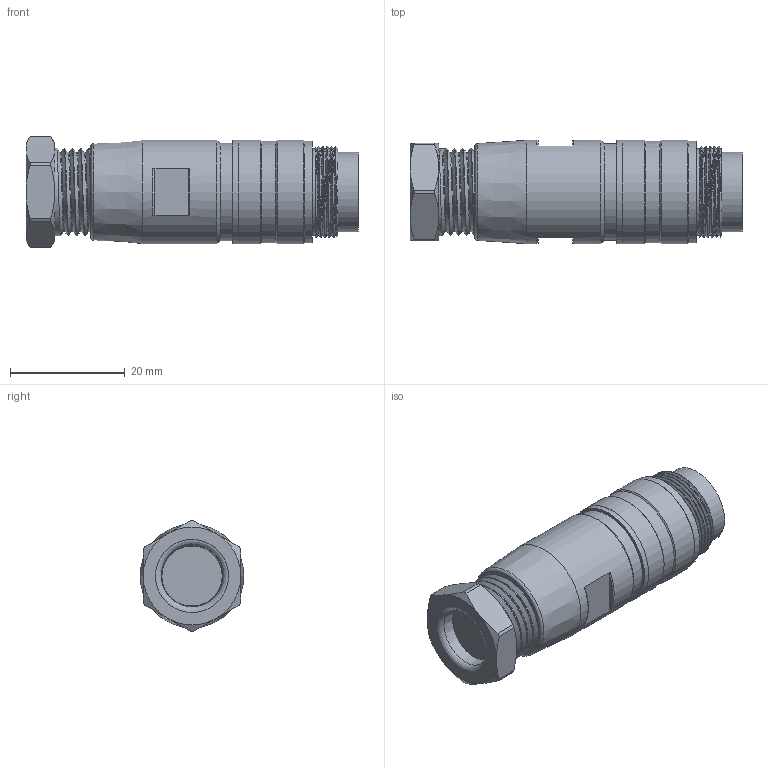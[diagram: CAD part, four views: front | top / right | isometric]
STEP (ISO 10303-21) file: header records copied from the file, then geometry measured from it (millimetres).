
FILE_DESCRIPTION(/* description */ (''),/* implementation_level */ '2;1');
FILE_NAME(/* name */ 'c091 11h008 001 2nxc001-02.stp',/* time_stamp */ '2019-07-08T13:00:22+02:00',/* author */ (''),/* organization */ (''),/* preprocessor_version */ 'ST-DEVELOPER v16.7',/* originating_system */ 'SIEMENS PLM Software NX 12.0',/* authorisation */ '');
FILE_SCHEMA (('AUTOMOTIVE_DESIGN { 1 0 10303 214 3 1 1 1 }'));
Length unit declared in the file: millimetre
Products named in the file (1): c091 11h008 001 2nxc001-02
Bounding box: 57.8 x 18 x 19.3 mm (x, y, z)
Volume: 11940.7 mm3; surface area: 4763.8 mm2
Topology: 2 solids, 2 shells, 166 faces, 431 edges, 286 vertices
Faces by surface type: plane 71, cylinder 48, bspline 23, cone 20, torus 4
Full cylindrical faces by diameter (mm): 1.5 x1, 1.7 x1, 2 x1, 2.3 x2, 13.8 x1, 15 x1, 16.9 x1, 17.6 x2, 17.96 x1, 18 x3
Entity records: 7380 total; most frequent: CARTESIAN_POINT 2883, ORIENTED_EDGE 792, DIRECTION 755, EDGE_CURVE 396, AXIS2_PLACEMENT_3D 301, VERTEX_POINT 281, EDGE_LOOP 217, ADVANCED_FACE 166
